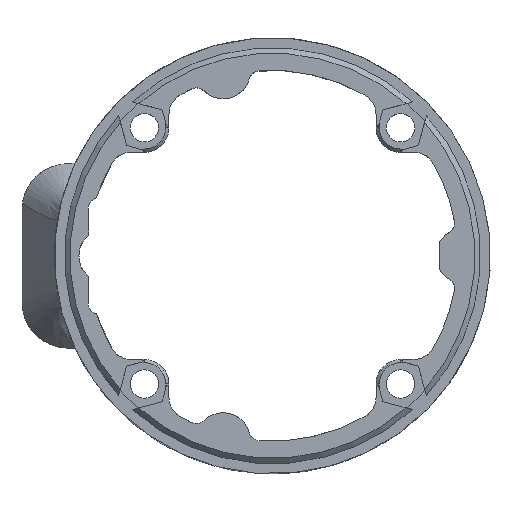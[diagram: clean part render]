
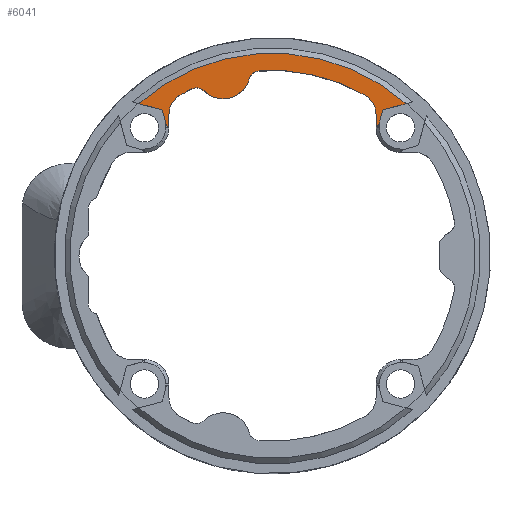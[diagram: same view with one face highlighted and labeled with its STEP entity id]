
A CAD part, top view. The second image highlights one B-rep face of the part: STEP entity #6041.
In plain terms, the highlighted planar face has unit normal (0, 0, 1).
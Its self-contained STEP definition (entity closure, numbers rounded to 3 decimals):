
#226=PLANE('',#6412);
#435=FACE_OUTER_BOUND('',#779,.T.);
#779=EDGE_LOOP('',(#4596,#4597,#4598,#4599,#4600,#4601,#4602,#4603,#4604,
#4605,#4606,#4607,#4608,#4609,#4610,#4611,#4612,#4613));
#1212=B_SPLINE_CURVE_WITH_KNOTS('',3,(#13459,#13460,#13461,#13462,#13463,
#13464,#13465,#13466,#13467,#13468,#13469,#13470),.UNSPECIFIED.,.F.,.F.,
(4,2,2,2,2,4),(-0.11,-0.086,-0.054,
-0.03,-0.013,0.),.UNSPECIFIED.);
#1214=B_SPLINE_CURVE_WITH_KNOTS('',3,(#13507,#13508,#13509,#13510,#13511,
#13512,#13513,#13514),.UNSPECIFIED.,.F.,.F.,(4,2,2,4),(-0.009,
-0.007,-0.005,0.),.UNSPECIFIED.);
#1485=LINE('',#13518,#1858);
#1486=LINE('',#13522,#1859);
#1487=LINE('',#13526,#1860);
#1488=LINE('',#13538,#1861);
#1489=LINE('',#13539,#1862);
#1490=LINE('',#13540,#1863);
#1858=VECTOR('',#7109,10.);
#1859=VECTOR('',#7112,10.);
#1860=VECTOR('',#7115,10.);
#1861=VECTOR('',#7128,10.);
#1862=VECTOR('',#7129,10.);
#1863=VECTOR('',#7130,10.);
#2170=CIRCLE('',#6359,5.);
#2189=CIRCLE('',#6411,37.15);
#2190=CIRCLE('',#6413,0.2);
#2191=CIRCLE('',#6414,0.35);
#2192=CIRCLE('',#6415,4.);
#2193=CIRCLE('',#6416,34.);
#2194=CIRCLE('',#6417,2.);
#2195=CIRCLE('',#6418,2.);
#2196=CIRCLE('',#6419,34.);
#2197=CIRCLE('',#6420,4.);
#2496=VERTEX_POINT('',#11092);
#2497=VERTEX_POINT('',#11094);
#2585=VERTEX_POINT('',#13456);
#2586=VERTEX_POINT('',#13458);
#2587=VERTEX_POINT('',#13473);
#2588=VERTEX_POINT('',#13475);
#2591=VERTEX_POINT('',#13504);
#2592=VERTEX_POINT('',#13506);
#2593=VERTEX_POINT('',#13517);
#2594=VERTEX_POINT('',#13519);
#2595=VERTEX_POINT('',#13521);
#2596=VERTEX_POINT('',#13523);
#2597=VERTEX_POINT('',#13525);
#2598=VERTEX_POINT('',#13527);
#2599=VERTEX_POINT('',#13529);
#2600=VERTEX_POINT('',#13532);
#2601=VERTEX_POINT('',#13534);
#2602=VERTEX_POINT('',#13536);
#3188=EDGE_CURVE('',#2497,#2496,#2170,.T.);
#3339=EDGE_CURVE('',#2586,#2585,#1212,.T.);
#3343=EDGE_CURVE('',#2587,#2588,#2189,.F.);
#3346=EDGE_CURVE('',#2592,#2591,#1214,.T.);
#3348=EDGE_CURVE('',#2588,#2593,#1485,.T.);
#3349=EDGE_CURVE('',#2593,#2594,#2190,.T.);
#3350=EDGE_CURVE('',#2594,#2595,#1486,.T.);
#3351=EDGE_CURVE('',#2595,#2596,#2191,.T.);
#3352=EDGE_CURVE('',#2596,#2597,#1487,.T.);
#3353=EDGE_CURVE('',#2597,#2598,#2192,.T.);
#3354=EDGE_CURVE('',#2598,#2599,#2193,.T.);
#3355=EDGE_CURVE('',#2497,#2599,#2194,.T.);
#3356=EDGE_CURVE('',#2600,#2496,#2195,.T.);
#3357=EDGE_CURVE('',#2600,#2601,#2196,.T.);
#3358=EDGE_CURVE('',#2601,#2602,#2197,.T.);
#3359=EDGE_CURVE('',#2602,#2586,#1488,.T.);
#3360=EDGE_CURVE('',#2585,#2592,#1489,.T.);
#3361=EDGE_CURVE('',#2591,#2587,#1490,.T.);
#4596=ORIENTED_EDGE('',*,*,#3343,.T.);
#4597=ORIENTED_EDGE('',*,*,#3348,.T.);
#4598=ORIENTED_EDGE('',*,*,#3349,.T.);
#4599=ORIENTED_EDGE('',*,*,#3350,.T.);
#4600=ORIENTED_EDGE('',*,*,#3351,.T.);
#4601=ORIENTED_EDGE('',*,*,#3352,.T.);
#4602=ORIENTED_EDGE('',*,*,#3353,.T.);
#4603=ORIENTED_EDGE('',*,*,#3354,.T.);
#4604=ORIENTED_EDGE('',*,*,#3355,.F.);
#4605=ORIENTED_EDGE('',*,*,#3188,.T.);
#4606=ORIENTED_EDGE('',*,*,#3356,.F.);
#4607=ORIENTED_EDGE('',*,*,#3357,.T.);
#4608=ORIENTED_EDGE('',*,*,#3358,.T.);
#4609=ORIENTED_EDGE('',*,*,#3359,.T.);
#4610=ORIENTED_EDGE('',*,*,#3339,.T.);
#4611=ORIENTED_EDGE('',*,*,#3360,.T.);
#4612=ORIENTED_EDGE('',*,*,#3346,.T.);
#4613=ORIENTED_EDGE('',*,*,#3361,.T.);
#6041=ADVANCED_FACE('',(#435),#226,.F.);
#6359=AXIS2_PLACEMENT_3D('',#11095,#6936,#6937);
#6411=AXIS2_PLACEMENT_3D('',#13477,#7103,#7104);
#6412=AXIS2_PLACEMENT_3D('',#13516,#7107,#7108);
#6413=AXIS2_PLACEMENT_3D('',#13520,#7110,#7111);
#6414=AXIS2_PLACEMENT_3D('',#13524,#7113,#7114);
#6415=AXIS2_PLACEMENT_3D('',#13528,#7116,#7117);
#6416=AXIS2_PLACEMENT_3D('',#13530,#7118,#7119);
#6417=AXIS2_PLACEMENT_3D('',#13531,#7120,#7121);
#6418=AXIS2_PLACEMENT_3D('',#13533,#7122,#7123);
#6419=AXIS2_PLACEMENT_3D('',#13535,#7124,#7125);
#6420=AXIS2_PLACEMENT_3D('',#13537,#7126,#7127);
#6936=DIRECTION('center_axis',(0.,0.,
1.));
#6937=DIRECTION('ref_axis',(1.,-0.023,0.));
#7103=DIRECTION('center_axis',(0.,0.,
-1.));
#7104=DIRECTION('ref_axis',(0.,-1.,0.));
#7107=DIRECTION('center_axis',(0.,0.,
-1.));
#7108=DIRECTION('ref_axis',(-1.,0.,0.));
#7109=DIRECTION('',(0.966,-0.259,0.));
#7110=DIRECTION('center_axis',(0.,0.,
-1.));
#7111=DIRECTION('ref_axis',(0.259,0.966,0.));
#7112=DIRECTION('',(0.259,-0.966,0.));
#7113=DIRECTION('center_axis',(0.,0.,
1.));
#7114=DIRECTION('ref_axis',(1.,0.,0.));
#7115=DIRECTION('',(0.,1.,0.));
#7116=DIRECTION('center_axis',(0.,0.,
-1.));
#7117=DIRECTION('ref_axis',(-0.866,0.5,0.));
#7118=DIRECTION('center_axis',(0.,0.,
-1.));
#7119=DIRECTION('ref_axis',(-0.508,0.861,0.));
#7120=DIRECTION('center_axis',(0.,0.,
1.));
#7121=DIRECTION('ref_axis',(0.161,0.987,0.));
#7122=DIRECTION('center_axis',(0.,0.,
1.));
#7123=DIRECTION('ref_axis',(-0.633,0.775,0.));
#7124=DIRECTION('center_axis',(0.,0.,
-1.));
#7125=DIRECTION('ref_axis',(-0.508,0.861,0.));
#7126=DIRECTION('center_axis',(0.,0.,
-1.));
#7127=DIRECTION('ref_axis',(0.866,0.5,0.));
#7128=DIRECTION('',(0.,-1.,0.));
#7129=DIRECTION('',(0.259,0.966,0.));
#7130=DIRECTION('',(0.966,0.259,0.));
#11092=CARTESIAN_POINT('',(-4.245,32.456,19.));
#11094=CARTESIAN_POINT('',(-12.552,30.23,19.));
#11095=CARTESIAN_POINT('Origin',(-9.059,33.807,19.));
#13456=CARTESIAN_POINT('',(19.492,23.959,19.));
#13458=CARTESIAN_POINT('',(19.004,23.733,19.));
#13459=CARTESIAN_POINT('Ctrl Pts',(19.004,23.733,19.));
#13460=CARTESIAN_POINT('Ctrl Pts',(19.023,23.724,19.));
#13461=CARTESIAN_POINT('Ctrl Pts',(19.045,23.716,19.));
#13462=CARTESIAN_POINT('Ctrl Pts',(19.105,23.701,19.));
#13463=CARTESIAN_POINT('Ctrl Pts',(19.152,23.695,19.));
#13464=CARTESIAN_POINT('Ctrl Pts',(19.248,23.71,19.));
#13465=CARTESIAN_POINT('Ctrl Pts',(19.292,23.724,19.));
#13466=CARTESIAN_POINT('Ctrl Pts',(19.366,23.769,19.));
#13467=CARTESIAN_POINT('Ctrl Pts',(19.404,23.799,19.));
#13468=CARTESIAN_POINT('Ctrl Pts',(19.462,23.879,19.));
#13469=CARTESIAN_POINT('Ctrl Pts',(19.481,23.918,19.));
#13470=CARTESIAN_POINT('Ctrl Pts',(19.492,23.959,19.));
#13473=CARTESIAN_POINT('',(24.52,27.908,19.));
#13475=CARTESIAN_POINT('',(-24.516,27.912,19.));
#13477=CARTESIAN_POINT('Origin',(0.,0.,
19.));
#13504=CARTESIAN_POINT('',(20.354,26.792,19.));
#13506=CARTESIAN_POINT('',(20.213,26.651,19.));
#13507=CARTESIAN_POINT('Ctrl Pts',(20.213,26.651,19.));
#13508=CARTESIAN_POINT('Ctrl Pts',(20.219,26.673,19.));
#13509=CARTESIAN_POINT('Ctrl Pts',(20.229,26.694,19.));
#13510=CARTESIAN_POINT('Ctrl Pts',(20.256,26.734,19.));
#13511=CARTESIAN_POINT('Ctrl Pts',(20.273,26.749,19.));
#13512=CARTESIAN_POINT('Ctrl Pts',(20.314,26.78,19.));
#13513=CARTESIAN_POINT('Ctrl Pts',(20.339,26.788,19.));
#13514=CARTESIAN_POINT('Ctrl Pts',(20.354,26.792,19.));
#13516=CARTESIAN_POINT('Origin',(-3.194,0.196,19.));
#13517=CARTESIAN_POINT('',(-20.337,26.792,19.));
#13518=CARTESIAN_POINT('',(-8.918,23.733,19.));
#13519=CARTESIAN_POINT('',(-20.195,26.651,19.));
#13520=CARTESIAN_POINT('Origin',(-20.388,26.599,19.));
#13521=CARTESIAN_POINT('',(-19.484,23.998,19.));
#13522=CARTESIAN_POINT('',(-15.942,10.778,19.));
#13523=CARTESIAN_POINT('',(-18.996,23.772,19.));
#13524=CARTESIAN_POINT('Origin',(-19.146,24.089,19.));
#13525=CARTESIAN_POINT('',(-18.996,25.983,19.));
#13526=CARTESIAN_POINT('',(-18.996,12.8,19.));
#13527=CARTESIAN_POINT('',(-16.996,29.447,19.));
#13528=CARTESIAN_POINT('Origin',(-14.996,25.983,19.));
#13529=CARTESIAN_POINT('',(-14.821,30.599,19.));
#13530=CARTESIAN_POINT('Origin',(0.,0.,
19.));
#13531=CARTESIAN_POINT('Origin',(-13.95,28.799,19.));
#13532=CARTESIAN_POINT('',(-2.464,33.911,19.));
#13533=CARTESIAN_POINT('Origin',(-2.319,31.916,19.));
#13534=CARTESIAN_POINT('',(17.004,29.442,19.));
#13535=CARTESIAN_POINT('Origin',(0.,0.,
19.));
#13536=CARTESIAN_POINT('',(19.004,25.979,19.));
#13537=CARTESIAN_POINT('Origin',(15.004,25.979,19.));
#13538=CARTESIAN_POINT('',(19.004,11.843,19.));
#13539=CARTESIAN_POINT('',(15.752,10.002,19.));
#13540=CARTESIAN_POINT('',(6.111,22.976,19.));
